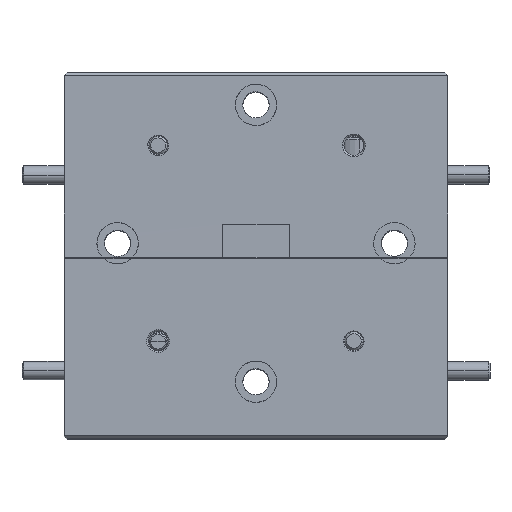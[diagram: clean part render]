
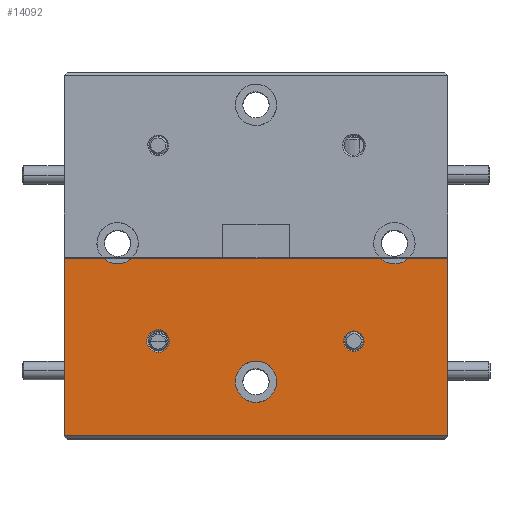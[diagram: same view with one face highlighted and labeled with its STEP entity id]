
A CAD part, top view. The second image highlights one B-rep face of the part: STEP entity #14092.
In plain terms, the highlighted planar face has unit normal (0, 0, -1).
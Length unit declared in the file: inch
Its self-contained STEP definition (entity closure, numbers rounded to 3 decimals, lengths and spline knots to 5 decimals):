
#32 = DIRECTION ( 'NONE',  ( 0., 0., -1. ) ) ;
#99 = FACE_BOUND ( 'NONE', #6384, .T. ) ;
#261 = CARTESIAN_POINT ( 'NONE',  ( 0.28907, -0.60125, 0.65677 ) ) ;
#304 = LINE ( 'NONE', #5663, #3320 ) ;
#416 = EDGE_LOOP ( 'NONE', ( #14813, #3484 ) ) ;
#429 = EDGE_CURVE ( 'NONE', #11806, #12227, #11971, .T. ) ;
#499 = VERTEX_POINT ( 'NONE', #3751 ) ;
#569 = DIRECTION ( 'NONE',  ( 1., 0., 0. ) ) ;
#597 = EDGE_CURVE ( 'NONE', #13119, #14814, #6712, .T. ) ;
#641 = CARTESIAN_POINT ( 'NONE',  ( -0.33534, -0.5665, 0.65677 ) ) ;
#661 = EDGE_CURVE ( 'NONE', #9855, #9098, #7292, .T. ) ;
#814 = CARTESIAN_POINT ( 'NONE',  ( -0.04238, -0.70379, 0.65677 ) ) ;
#839 = DIRECTION ( 'NONE',  ( 0., -1., 0. ) ) ;
#852 = FACE_BOUND ( 'NONE', #3452, .T. ) ;
#976 = VECTOR ( 'NONE', #3493, 39.37008 ) ;
#1161 = EDGE_CURVE ( 'NONE', #13119, #14399, #4827, .T. ) ;
#1470 = CARTESIAN_POINT ( 'NONE',  ( -0.04238, -0.28704, 0.65677 ) ) ;
#1685 = DIRECTION ( 'NONE',  ( 0., 0., 1. ) ) ;
#2028 = EDGE_CURVE ( 'NONE', #7104, #2997, #304, .T. ) ;
#2317 = CARTESIAN_POINT ( 'NONE',  ( -0.69238, -0.88704, 0.65677 ) ) ;
#2459 = ORIENTED_EDGE ( 'NONE', *, *, #13408, .T. ) ;
#2834 = EDGE_CURVE ( 'NONE', #4692, #3533, #13601, .T. ) ;
#2873 = CARTESIAN_POINT ( 'NONE',  ( -0.37384, -0.5665, 0.65677 ) ) ;
#2880 = ORIENTED_EDGE ( 'NONE', *, *, #9259, .F. ) ;
#2997 = VERTEX_POINT ( 'NONE', #2317 ) ;
#3271 = AXIS2_PLACEMENT_3D ( 'NONE', #814, #4595, #11570 ) ;
#3315 = FACE_BOUND ( 'NONE', #416, .T. ) ;
#3320 = VECTOR ( 'NONE', #9462, 39.37008 ) ;
#3368 = VECTOR ( 'NONE', #8764, 39.37008 ) ;
#3452 = EDGE_LOOP ( 'NONE', ( #8298, #5218 ) ) ;
#3484 = ORIENTED_EDGE ( 'NONE', *, *, #4991, .T. ) ;
#3493 = DIRECTION ( 'NONE',  ( -1., 0., 0. ) ) ;
#3533 = VERTEX_POINT ( 'NONE', #15282 ) ;
#3536 = AXIS2_PLACEMENT_3D ( 'NONE', #13260, #4102, #12285 ) ;
#3751 = CARTESIAN_POINT ( 'NONE',  ( -0.11238, -0.70379, 0.65677 ) ) ;
#3780 = ORIENTED_EDGE ( 'NONE', *, *, #1161, .T. ) ;
#4020 = EDGE_CURVE ( 'NONE', #499, #10927, #12923, .T. ) ;
#4059 = DIRECTION ( 'NONE',  ( 0., 0., 1. ) ) ;
#4074 = ORIENTED_EDGE ( 'NONE', *, *, #2028, .T. ) ;
#4102 = DIRECTION ( 'NONE',  ( 0., 0., 1. ) ) ;
#4115 = DIRECTION ( 'NONE',  ( 1., 0., 0. ) ) ;
#4202 = DIRECTION ( 'NONE',  ( 0., 0., 1. ) ) ;
#4311 = EDGE_CURVE ( 'NONE', #2997, #14814, #13681, .T. ) ;
#4595 = DIRECTION ( 'NONE',  ( 0., 0., 1. ) ) ;
#4632 = VERTEX_POINT ( 'NONE', #10810 ) ;
#4692 = VERTEX_POINT ( 'NONE', #261 ) ;
#4736 = CARTESIAN_POINT ( 'NONE',  ( 0.60762, -0.88704, 0.65677 ) ) ;
#4827 = CIRCLE ( 'NONE', #3536, 0.07 ) ;
#4991 = EDGE_CURVE ( 'NONE', #3533, #4692, #11437, .T. ) ;
#5218 = ORIENTED_EDGE ( 'NONE', *, *, #4020, .T. ) ;
#5663 = CARTESIAN_POINT ( 'NONE',  ( -0.69238, -0.88704, 0.65677 ) ) ;
#5934 = CARTESIAN_POINT ( 'NONE',  ( 0.42637, -0.23504, 0.65677 ) ) ;
#5988 = DIRECTION ( 'NONE',  ( 0., 0., 1. ) ) ;
#6012 = CARTESIAN_POINT ( 'NONE',  ( -0.69238, -0.89704, 0.65677 ) ) ;
#6345 = CARTESIAN_POINT ( 'NONE',  ( -0.69238, -0.28704, 0.65677 ) ) ;
#6384 = EDGE_LOOP ( 'NONE', ( #13297, #2459 ) ) ;
#6670 = ORIENTED_EDGE ( 'NONE', *, *, #597, .F. ) ;
#6712 = LINE ( 'NONE', #1470, #15130 ) ;
#7104 = VERTEX_POINT ( 'NONE', #4736 ) ;
#7156 = DIRECTION ( 'NONE',  ( 1., 0., 0. ) ) ;
#7219 = ORIENTED_EDGE ( 'NONE', *, *, #11381, .T. ) ;
#7292 = CIRCLE ( 'NONE', #13159, 0.0385 ) ;
#7510 = CARTESIAN_POINT ( 'NONE',  ( 0.37951, -0.28704, 0.65677 ) ) ;
#7623 = DIRECTION ( 'NONE',  ( 1., 0., 0. ) ) ;
#7639 = CARTESIAN_POINT ( 'NONE',  ( 0.28907, -0.5665, 0.65677 ) ) ;
#7835 = DIRECTION ( 'NONE',  ( 0., -1., 0. ) ) ;
#7889 = VECTOR ( 'NONE', #839, 39.37008 ) ;
#8292 = DIRECTION ( 'NONE',  ( -1., 0., 0. ) ) ;
#8298 = ORIENTED_EDGE ( 'NONE', *, *, #13025, .T. ) ;
#8678 = AXIS2_PLACEMENT_3D ( 'NONE', #5934, #5988, #7156 ) ;
#8764 = DIRECTION ( 'NONE',  ( 0., 1., 0. ) ) ;
#8912 = CARTESIAN_POINT ( 'NONE',  ( -0.04238, -0.28704, 0.65677 ) ) ;
#9098 = VERTEX_POINT ( 'NONE', #13587 ) ;
#9152 = CIRCLE ( 'NONE', #13613, 0.0385 ) ;
#9259 = EDGE_CURVE ( 'NONE', #11806, #14399, #11488, .T. ) ;
#9435 = CARTESIAN_POINT ( 'NONE',  ( -0.55799, -0.28704, 0.65677 ) ) ;
#9462 = DIRECTION ( 'NONE',  ( -1., 0., 0. ) ) ;
#9768 = LINE ( 'NONE', #8912, #12194 ) ;
#9855 = VERTEX_POINT ( 'NONE', #641 ) ;
#9945 = LINE ( 'NONE', #12948, #7889 ) ;
#10094 = AXIS2_PLACEMENT_3D ( 'NONE', #13972, #15069, #7835 ) ;
#10652 = CARTESIAN_POINT ( 'NONE',  ( -0.04238, -0.28704, 0.65677 ) ) ;
#10720 = AXIS2_PLACEMENT_3D ( 'NONE', #14763, #4202, #7623 ) ;
#10810 = CARTESIAN_POINT ( 'NONE',  ( 0.60762, -0.28704, 0.65677 ) ) ;
#10927 = VERTEX_POINT ( 'NONE', #14279 ) ;
#11017 = CIRCLE ( 'NONE', #10720, 0.07 ) ;
#11071 = DIRECTION ( 'NONE',  ( -1., 0., 0. ) ) ;
#11270 = EDGE_CURVE ( 'NONE', #4632, #12227, #9768, .T. ) ;
#11293 = DIRECTION ( 'NONE',  ( 0., 0., 1. ) ) ;
#11336 = AXIS2_PLACEMENT_3D ( 'NONE', #6012, #32, #8292 ) ;
#11341 = DIRECTION ( 'NONE',  ( -1., 0., 0. ) ) ;
#11348 = CARTESIAN_POINT ( 'NONE',  ( -0.46427, -0.28704, 0.65677 ) ) ;
#11381 = EDGE_CURVE ( 'NONE', #4632, #7104, #9945, .T. ) ;
#11437 = CIRCLE ( 'NONE', #10094, 0.03475 ) ;
#11488 = LINE ( 'NONE', #10652, #976 ) ;
#11570 = DIRECTION ( 'NONE',  ( 1., 0., 0. ) ) ;
#11690 = ORIENTED_EDGE ( 'NONE', *, *, #429, .T. ) ;
#11695 = ORIENTED_EDGE ( 'NONE', *, *, #11270, .F. ) ;
#11806 = VERTEX_POINT ( 'NONE', #7510 ) ;
#11971 = CIRCLE ( 'NONE', #8678, 0.07 ) ;
#12093 = AXIS2_PLACEMENT_3D ( 'NONE', #7639, #4059, #12442 ) ;
#12194 = VECTOR ( 'NONE', #11341, 39.37008 ) ;
#12210 = CARTESIAN_POINT ( 'NONE',  ( 0.47323, -0.28704, 0.65677 ) ) ;
#12227 = VERTEX_POINT ( 'NONE', #12210 ) ;
#12285 = DIRECTION ( 'NONE',  ( 1., 0., 0. ) ) ;
#12442 = DIRECTION ( 'NONE',  ( 0., -1., 0. ) ) ;
#12488 = FACE_OUTER_BOUND ( 'NONE', #14829, .T. ) ;
#12923 = CIRCLE ( 'NONE', #3271, 0.07 ) ;
#12948 = CARTESIAN_POINT ( 'NONE',  ( 0.60762, -0.89704, 0.65677 ) ) ;
#13025 = EDGE_CURVE ( 'NONE', #10927, #499, #11017, .T. ) ;
#13119 = VERTEX_POINT ( 'NONE', #9435 ) ;
#13159 = AXIS2_PLACEMENT_3D ( 'NONE', #14923, #1685, #569 ) ;
#13260 = CARTESIAN_POINT ( 'NONE',  ( -0.51113, -0.23504, 0.65677 ) ) ;
#13297 = ORIENTED_EDGE ( 'NONE', *, *, #661, .T. ) ;
#13408 = EDGE_CURVE ( 'NONE', #9098, #9855, #9152, .T. ) ;
#13587 = CARTESIAN_POINT ( 'NONE',  ( -0.41234, -0.5665, 0.65677 ) ) ;
#13601 = CIRCLE ( 'NONE', #12093, 0.03475 ) ;
#13613 = AXIS2_PLACEMENT_3D ( 'NONE', #2873, #11293, #4115 ) ;
#13681 = LINE ( 'NONE', #14737, #3368 ) ;
#13688 = ORIENTED_EDGE ( 'NONE', *, *, #4311, .T. ) ;
#13972 = CARTESIAN_POINT ( 'NONE',  ( 0.28907, -0.5665, 0.65677 ) ) ;
#14092 = ADVANCED_FACE ( 'NONE', ( #12488, #3315, #99, #852 ), #14230, .T. ) ;
#14230 = PLANE ( 'NONE',  #11336 ) ;
#14279 = CARTESIAN_POINT ( 'NONE',  ( 0.02762, -0.70379, 0.65677 ) ) ;
#14399 = VERTEX_POINT ( 'NONE', #11348 ) ;
#14737 = CARTESIAN_POINT ( 'NONE',  ( -0.69238, -0.89704, 0.65677 ) ) ;
#14763 = CARTESIAN_POINT ( 'NONE',  ( -0.04238, -0.70379, 0.65677 ) ) ;
#14813 = ORIENTED_EDGE ( 'NONE', *, *, #2834, .T. ) ;
#14814 = VERTEX_POINT ( 'NONE', #6345 ) ;
#14829 = EDGE_LOOP ( 'NONE', ( #11690, #11695, #7219, #4074, #13688, #6670, #3780, #2880 ) ) ;
#14923 = CARTESIAN_POINT ( 'NONE',  ( -0.37384, -0.5665, 0.65677 ) ) ;
#15069 = DIRECTION ( 'NONE',  ( 0., 0., 1. ) ) ;
#15130 = VECTOR ( 'NONE', #11071, 39.37008 ) ;
#15282 = CARTESIAN_POINT ( 'NONE',  ( 0.28907, -0.53175, 0.65677 ) ) ;
